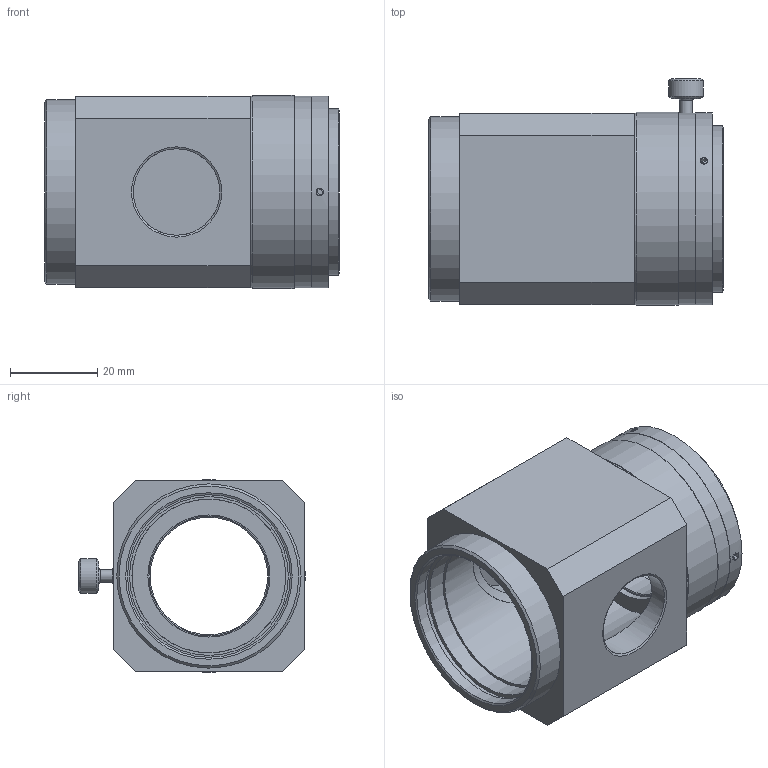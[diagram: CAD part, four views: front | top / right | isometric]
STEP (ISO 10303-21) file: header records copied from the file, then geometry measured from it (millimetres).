
FILE_DESCRIPTION((''),'2;1');
FILE_NAME('64034_0.stp','2012-02-10T11:07:15',('Cannarozzo'),(''),'Autodesk Inventor 2012','Autodesk Inventor 2012','');
FILE_SCHEMA(('AUTOMOTIVE_DESIGN { 1 0 10303 214 1 1 1 1 }'));
Length unit declared in the file: inch
Products named in the file (15): Assembly2 (LevelofDetail1); 64034 (~1); 64039; 64038; 64041; 50109; 64040; 50206; 50161; 60436; 7261; 60433; 50164; 7126; 7006
Assembly tree (19 placements, depth 4):
  Assembly2 (LevelofDetail1)
    64034 (~1)
      64039
      64038
        64041
        50109
      64040
      50206
      50161
      60436
        7261
        60433
      50164
      7126  x4
      7006  x3
Bounding box: 67.48 x 51.93 x 44.2 mm (x, y, z)
Volume: 48347.4 mm3; surface area: 33737.4 mm2
Topology: 15 solids, 15 shells, 242 faces, 548 edges, 353 vertices
Faces by surface type: plane 111, cylinder 78, cone 49, torus 2, bspline 2
Full cylindrical faces by diameter (mm): 1.146 x3, 1.575 x1, 1.6 x1, 1.702 x4, 2.159 x5, 2.184 x3, 2.845 x9, 3.302 x4, 3.454 x4, 4.953 x1, 5.537 x4, 7.874 x1, 19.787 x1, 21.59 x1, 25.273 x1, 25.324 x1, 26.899 x1, 27.94 x1, 35.179 x1, 35.204 x1, 36.347 x1, 37.236 x1, 37.241 x1, 38.095 x1, 38.1 x2, 39.091 x1, 40.081 x2, 40.107 x1, 42.164 x1, 42.926 x2
Entity records: 5245 total; most frequent: CARTESIAN_POINT 1447, DIRECTION 740, ORIENTED_EDGE 526, AXIS2_PLACEMENT_3D 323, EDGE_LOOP 304, EDGE_CURVE 263, VERTEX_POINT 219, FACE_OUTER_BOUND 166
